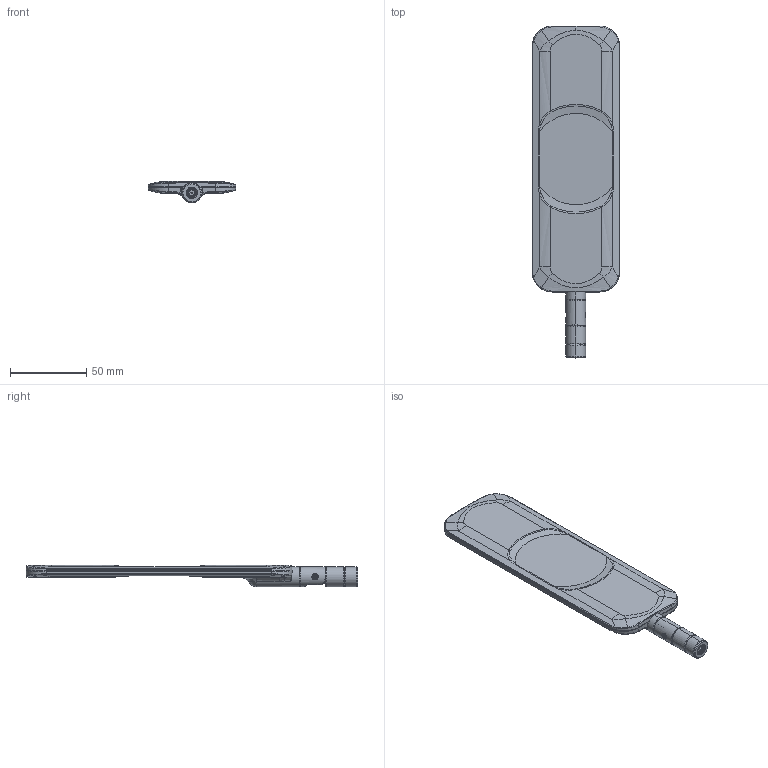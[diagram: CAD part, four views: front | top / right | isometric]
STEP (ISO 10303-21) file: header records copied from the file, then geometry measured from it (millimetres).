
FILE_DESCRIPTION (( 'STEP AP214' ), '1' );
FILE_NAME ('TG.35.8113_web.STEP', '2020-02-04T06:48:06', ( '' ), ( '' ), 'SwSTEP 2.0', 'SolidWorks 2017', '' );
FILE_SCHEMA (( 'AUTOMOTIVE_DESIGN' ));
Length unit declared in the file: millimetre
Products named in the file (2): TG.35.8113_web
Bounding box: 57.67 x 218.1 x 14.07 mm (x, y, z)
Surface area: 25047.1 mm2 (no closed solid volume)
Topology: 0 solids, 8 shells, 272 faces, 844 edges, 576 vertices
Faces by surface type: bspline 104, cylinder 74, plane 66, cone 16, torus 12
Entity records: 22695 total; most frequent: CARTESIAN_POINT 13361, ORIENTED_EDGE 1455, DIRECTION 910, EDGE_CURVE 844, VERTEX_POINT 576, B_SPLINE_CURVE_WITH_KNOTS 405, AXIS2_PLACEMENT_3D 322, EDGE_LOOP 286
